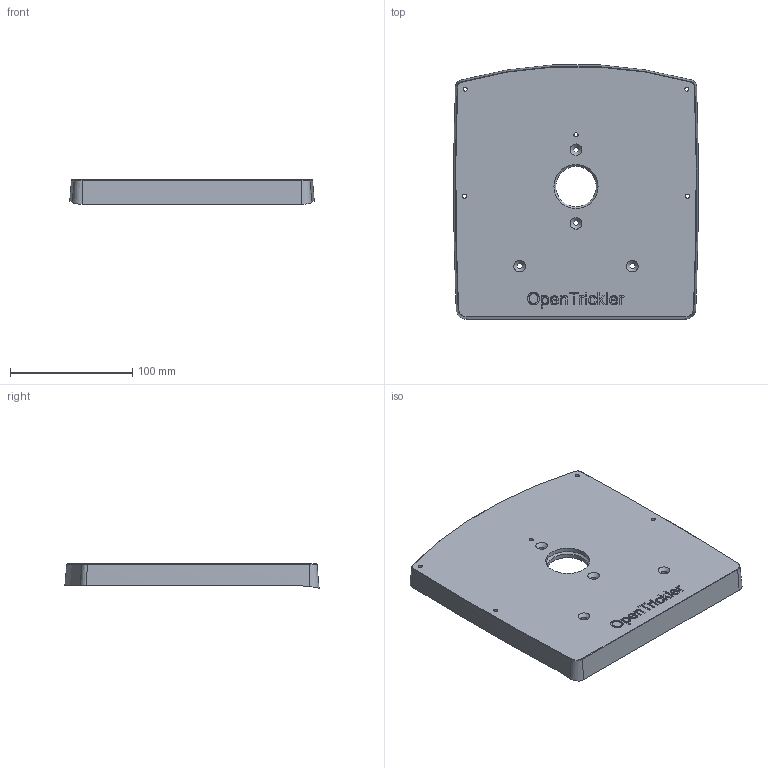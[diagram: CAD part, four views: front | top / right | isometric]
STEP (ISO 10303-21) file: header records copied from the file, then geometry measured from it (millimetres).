
FILE_DESCRIPTION(/* description */ (''),/* implementation_level */ '2;1');
FILE_NAME(/* name */ 'JJ100B_Baseplate_OpenTrickler.stp',/* time_stamp */ '2023-12-09T12:59:08+01:00',/* author */ (''),/* organization */ (''),/* preprocessor_version */ 'ST-DEVELOPER v18.102',/* originating_system */ 'SIEMENS PLM Software NX2206.8501',/* authorisation */ '');
FILE_SCHEMA (('AUTOMOTIVE_DESIGN { 1 0 10303 214 3 1 1 1 }'));
Products named in the file (1): JJ100B_Grundplatte_objects
Bounding box: 199.7 x 207.58 x 20 mm (x, y, z)
Volume: 218680.8 mm3; surface area: 122836.6 mm2
Topology: 1 solids, 1 shells, 1385 faces, 3392 edges, 2019 vertices
Faces by surface type: cylinder 509, plane 398, bspline 390, torus 40, cone 26, extrusion 22
Full cylindrical faces by diameter (mm): 3.4 x5, 4 x2, 4.5 x2, 33 x1, 36 x1
Entity records: 48453 total; most frequent: CARTESIAN_POINT 17548, ORIENTED_EDGE 6646, DIRECTION 6348, EDGE_CURVE 3323, AXIS2_PLACEMENT_3D 2502, VERTEX_POINT 2017, EDGE_LOOP 1482, ADVANCED_FACE 1385
